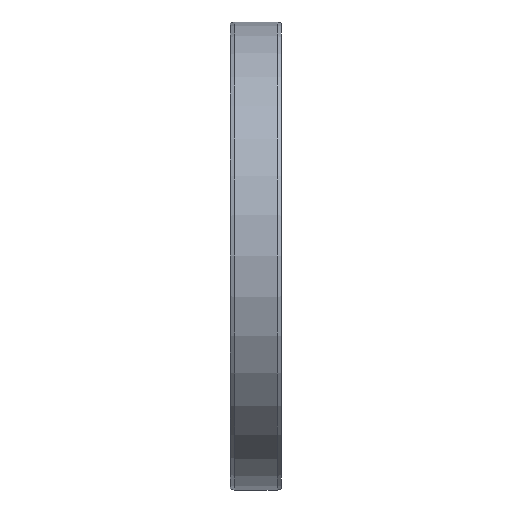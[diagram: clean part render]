
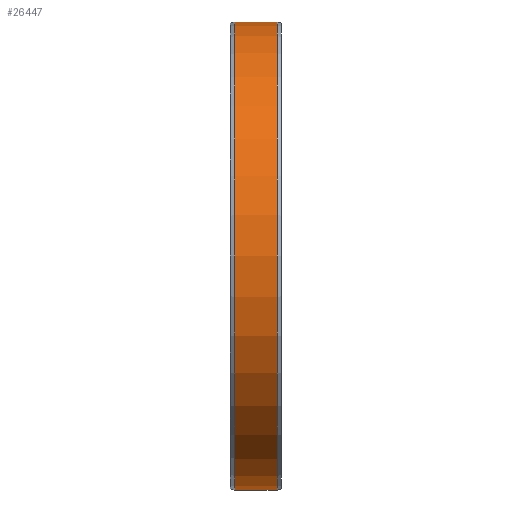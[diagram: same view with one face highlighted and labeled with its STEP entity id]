
A CAD part, left-side view. The second image highlights one B-rep face of the part: STEP entity #26447.
In plain terms, the highlighted cylindrical face has radius 55 mm (diameter 110 mm), a partial arc.
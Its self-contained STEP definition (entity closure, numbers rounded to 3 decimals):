
#25566=CARTESIAN_POINT('',(0.,5.,0.));
#25567=DIRECTION('',(0.,1.,0.));
#25568=DIRECTION('',(0.,0.,-1.));
#25569=AXIS2_PLACEMENT_3D('',#25566,#25567,#25568);
#25596=DIRECTION('',(0.,1.,0.));
#25597=VECTOR('',#25596,10.);
#25598=CARTESIAN_POINT('',(0.,-5.,-55.));
#25599=LINE('',#25598,#25597);
#25611=DIRECTION('',(0.,1.,0.));
#25612=VECTOR('',#25611,10.);
#25613=CARTESIAN_POINT('',(0.,-5.,55.));
#25614=LINE('',#25613,#25612);
#25618=CARTESIAN_POINT('',(0.,-5.,0.));
#25619=DIRECTION('',(0.,1.,0.));
#25620=DIRECTION('',(0.,0.,-1.));
#25621=AXIS2_PLACEMENT_3D('',#25618,#25619,#25620);
#26049=CARTESIAN_POINT('',(0.,-5.,-55.));
#26051=VERTEX_POINT('',#26049);
#26052=CARTESIAN_POINT('',(0.,5.,-55.));
#26053=VERTEX_POINT('',#26052);
#26067=CARTESIAN_POINT('',(0.,-5.,55.));
#26069=VERTEX_POINT('',#26067);
#26070=CARTESIAN_POINT('',(0.,5.,55.));
#26071=VERTEX_POINT('',#26070);
#26436=CARTESIAN_POINT('',(0.,-6.6,0.));
#26437=DIRECTION('',(0.,1.,0.));
#26438=DIRECTION('',(0.,0.,-1.));
#26439=AXIS2_PLACEMENT_3D('',#26436,#26437,#26438);
#26440=CYLINDRICAL_SURFACE('',#26439,55.);
#26441=ORIENTED_EDGE('',*,*,#26427,.T.);
#26442=ORIENTED_EDGE('',*,*,#26404,.T.);
#26443=ORIENTED_EDGE('',*,*,#26430,.F.);
#26444=ORIENTED_EDGE('',*,*,#26122,.F.);
#26445=EDGE_LOOP('',(#26441,#26442,#26443,#26444));
#26446=FACE_OUTER_BOUND('',#26445,.F.);
#25570=CIRCLE('',#25569,55.);
#25622=CIRCLE('',#25621,55.);
#26122=EDGE_CURVE('',#26051,#26069,#25622,.T.);
#26404=EDGE_CURVE('',#26053,#26071,#25570,.T.);
#26427=EDGE_CURVE('',#26051,#26053,#25599,.T.);
#26430=EDGE_CURVE('',#26069,#26071,#25614,.T.);
#26447=ADVANCED_FACE('',(#26446),#26440,.T.);
